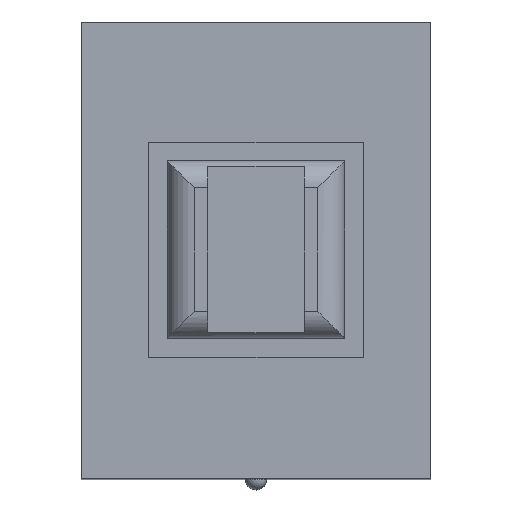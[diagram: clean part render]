
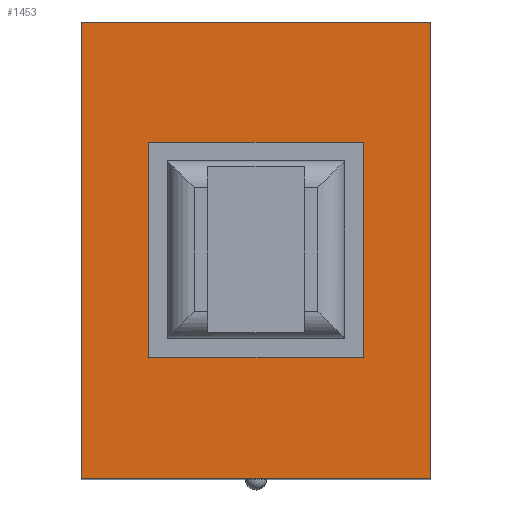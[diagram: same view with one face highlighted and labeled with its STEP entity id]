
A CAD part, top view. The second image highlights one B-rep face of the part: STEP entity #1453.
In plain terms, the highlighted planar face has unit normal (0, 0, 1).
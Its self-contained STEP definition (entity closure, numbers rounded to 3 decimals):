
#33=FACE_BOUND('',#245,.T.);
#80=PLANE('',#1555);
#154=FACE_OUTER_BOUND('',#244,.T.);
#244=EDGE_LOOP('',(#1096,#1097,#1098,#1099));
#245=EDGE_LOOP('',(#1100,#1101,#1102,#1103));
#334=LINE('',#2064,#518);
#337=LINE('',#2070,#521);
#364=LINE('',#2121,#548);
#367=LINE('',#2133,#551);
#368=LINE('',#2136,#552);
#369=LINE('',#2138,#553);
#370=LINE('',#2140,#554);
#371=LINE('',#2141,#555);
#518=VECTOR('',#1670,1000.);
#521=VECTOR('',#1675,1000.);
#548=VECTOR('',#1706,1000.);
#551=VECTOR('',#1717,1000.);
#552=VECTOR('',#1718,1000.);
#553=VECTOR('',#1719,1000.);
#554=VECTOR('',#1720,1000.);
#555=VECTOR('',#1721,1000.);
#716=VERTEX_POINT('',#2061);
#717=VERTEX_POINT('',#2063);
#719=VERTEX_POINT('',#2069);
#741=VERTEX_POINT('',#2119);
#747=VERTEX_POINT('',#2134);
#748=VERTEX_POINT('',#2135);
#749=VERTEX_POINT('',#2137);
#750=VERTEX_POINT('',#2139);
#850=EDGE_CURVE('',#717,#716,#334,.T.);
#853=EDGE_CURVE('',#719,#717,#337,.T.);
#880=EDGE_CURVE('',#716,#741,#364,.T.);
#886=EDGE_CURVE('',#741,#719,#367,.T.);
#887=EDGE_CURVE('',#747,#748,#368,.T.);
#888=EDGE_CURVE('',#748,#749,#369,.T.);
#889=EDGE_CURVE('',#749,#750,#370,.T.);
#890=EDGE_CURVE('',#750,#747,#371,.T.);
#1096=ORIENTED_EDGE('',*,*,#850,.T.);
#1097=ORIENTED_EDGE('',*,*,#880,.T.);
#1098=ORIENTED_EDGE('',*,*,#886,.T.);
#1099=ORIENTED_EDGE('',*,*,#853,.T.);
#1100=ORIENTED_EDGE('',*,*,#887,.T.);
#1101=ORIENTED_EDGE('',*,*,#888,.T.);
#1102=ORIENTED_EDGE('',*,*,#889,.T.);
#1103=ORIENTED_EDGE('',*,*,#890,.T.);
#1453=ADVANCED_FACE('',(#154,#33),#80,.T.);
#1555=AXIS2_PLACEMENT_3D('',#2132,#1715,#1716);
#1670=DIRECTION('',(0.,-1.,0.));
#1675=DIRECTION('',(-1.,0.,0.));
#1706=DIRECTION('',(1.,0.,0.));
#1715=DIRECTION('center_axis',(0.,0.,1.));
#1716=DIRECTION('ref_axis',(0.,-1.,0.));
#1717=DIRECTION('',(0.,1.,0.));
#1718=DIRECTION('',(-1.,0.,0.));
#1719=DIRECTION('',(0.,1.,0.));
#1720=DIRECTION('',(1.,0.,0.));
#1721=DIRECTION('',(0.,-1.,0.));
#2061=CARTESIAN_POINT('',(-3.25,-4.25,8.5));
#2063=CARTESIAN_POINT('',(-3.25,4.25,8.5));
#2064=CARTESIAN_POINT('',(-3.25,-4.25,8.5));
#2069=CARTESIAN_POINT('',(3.25,4.25,8.5));
#2070=CARTESIAN_POINT('',(-3.25,4.25,8.5));
#2119=CARTESIAN_POINT('',(3.25,-4.25,8.5));
#2121=CARTESIAN_POINT('',(3.25,-4.25,8.5));
#2132=CARTESIAN_POINT('Origin',(-3.25,4.25,8.5));
#2133=CARTESIAN_POINT('',(3.25,4.25,8.5));
#2134=CARTESIAN_POINT('',(2.,-2.,8.5));
#2135=CARTESIAN_POINT('',(-2.,-2.,8.5));
#2136=CARTESIAN_POINT('',(-3.25,-2.,8.5));
#2137=CARTESIAN_POINT('',(-2.,2.,8.5));
#2138=CARTESIAN_POINT('',(-2.,4.25,8.5));
#2139=CARTESIAN_POINT('',(2.,2.,8.5));
#2140=CARTESIAN_POINT('',(-3.25,2.,8.5));
#2141=CARTESIAN_POINT('',(2.,4.25,8.5));
